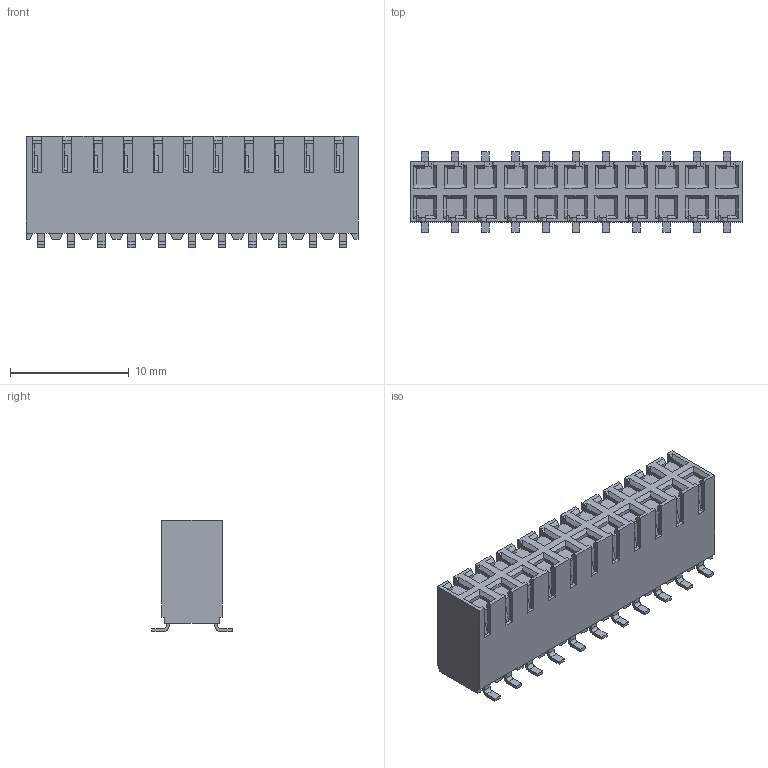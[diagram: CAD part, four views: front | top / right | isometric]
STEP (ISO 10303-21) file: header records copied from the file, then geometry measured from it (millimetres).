
FILE_DESCRIPTION((''),'2;1');
FILE_NAME('015453222','2016-12-06T',('ksrinivasara'),(''),'PRO/ENGINEER BY PARAMETRIC TECHNOLOGY CORPORATION, 2012310','PRO/ENGINEER BY PARAMETRIC TECHNOLOGY CORPORATION, 2012310','');
FILE_SCHEMA(('CONFIG_CONTROL_DESIGN'));
Length unit declared in the file: inch
Products named in the file (1): 015453222
Bounding box: 27.91 x 6.76 x 9.35 mm (x, y, z)
Volume: 1124.8 mm3; surface area: 1090.1 mm2
Topology: 1 solids, 1 shells, 724 faces, 2048 edges, 1358 vertices
Faces by surface type: plane 669, cylinder 44, bspline 11
Entity records: 23031 total; most frequent: CARTESIAN_POINT 4296, ORIENTED_EDGE 3920, DIRECTION 3564, VECTOR 1960, LINE 1960, EDGE_CURVE 1960, VERTEX_POINT 1270, AXIS2_PLACEMENT_3D 802
